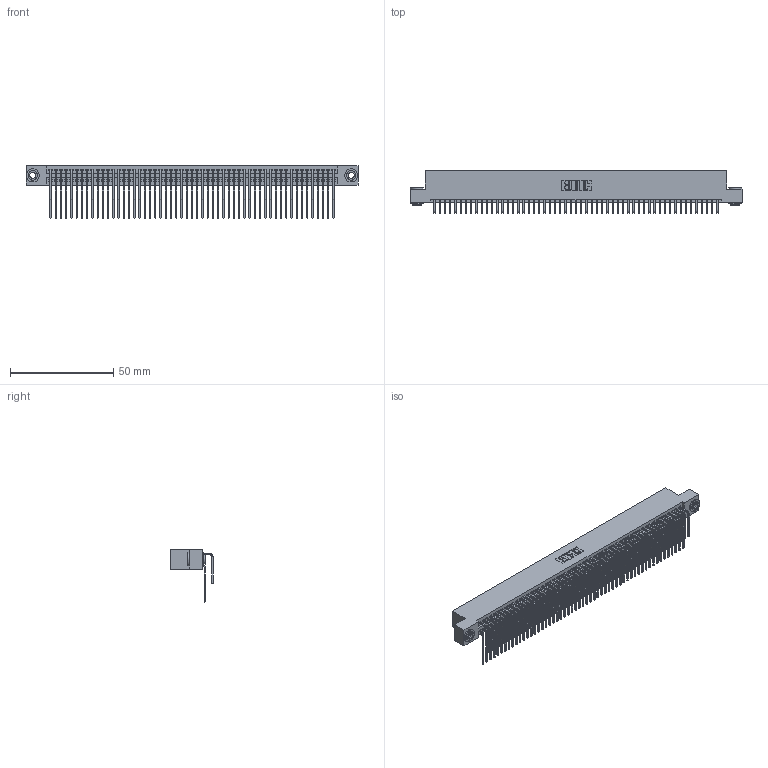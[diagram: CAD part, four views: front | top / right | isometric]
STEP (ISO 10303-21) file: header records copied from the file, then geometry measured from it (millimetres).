
FILE_DESCRIPTION (( 'STEP AP203' ), '1' );
FILE_NAME ('395-110-559-203.STEP', '2019-10-27T12:16:34', ( '' ), ( '' ), 'SwSTEP 2.0', 'SolidWorks 2016', '' );
FILE_SCHEMA (( 'CONFIG_CONTROL_DESIGN' ));
Length unit declared in the file: inch
Products named in the file (5): 345 Part_Flush Mounting Lugs - 0.156 Dia-TH; 345-292-001_558 559 Tail - 1; 345-292-001_559 Tail - 2; 345-250-002_345-250-002-102; 395-110-559-203
Assembly tree (113 placements, depth 2):
  395-110-559-203
    345 Part_Flush Mounting Lugs - 0.156 Dia-TH
    345-292-001_558 559 Tail - 1  x55
    345-292-001_559 Tail - 2  x55
    345-250-002_345-250-002-102  x2
Bounding box: 160.91 x 20.56 x 25.53 mm (x, y, z)
Volume: 16405.5 mm3; surface area: 27690.7 mm2
Topology: 113 solids, 113 shells, 5884 faces, 17467 edges, 11494 vertices
Faces by surface type: plane 3940, cylinder 1936, cone 8
Entity records: 43706 total; most frequent: CARTESIAN_POINT 7334, ORIENTED_EDGE 7210, DIRECTION 6455, EDGE_CURVE 3605, VECTOR 3189, LINE 3189, VERTEX_POINT 2398, AXIS2_PLACEMENT_3D 1633
